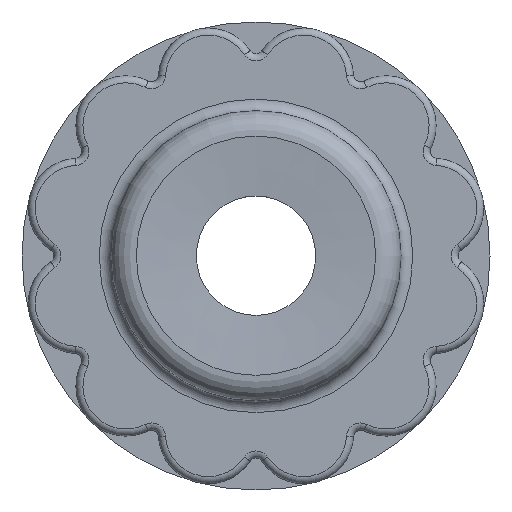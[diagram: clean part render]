
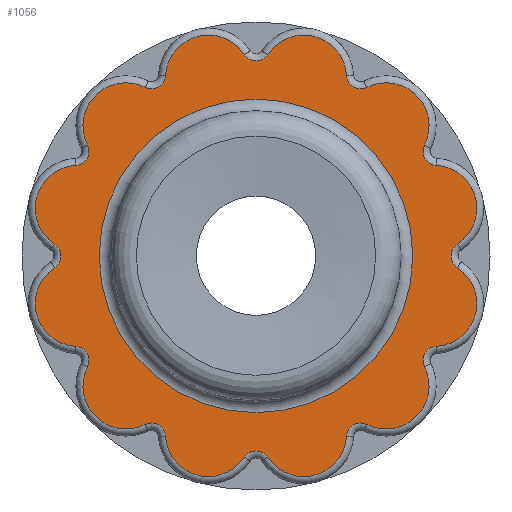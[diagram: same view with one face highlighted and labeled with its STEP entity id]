
A CAD part, top view. The second image highlights one B-rep face of the part: STEP entity #1056.
In plain terms, the highlighted planar face has unit normal (0, 0, 1).
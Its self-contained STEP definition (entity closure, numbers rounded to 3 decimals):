
#91=PLANE('',#1229);
#138=FACE_BOUND('',#269,.T.);
#188=FACE_OUTER_BOUND('',#268,.T.);
#268=EDGE_LOOP('',(#857,#858,#859,#860,#861,#862,#863,#864,#865,#866,#867,
#868,#869,#870,#871,#872,#873,#874,#875,#876,#877,#878,#879,#880));
#269=EDGE_LOOP('',(#881));
#316=CIRCLE('',#1105,0.6);
#321=CIRCLE('',#1111,1.838);
#324=CIRCLE('',#1115,0.6);
#327=CIRCLE('',#1119,1.838);
#330=CIRCLE('',#1123,0.6);
#333=CIRCLE('',#1127,1.838);
#336=CIRCLE('',#1131,0.6);
#339=CIRCLE('',#1135,1.838);
#342=CIRCLE('',#1139,0.6);
#345=CIRCLE('',#1143,1.838);
#348=CIRCLE('',#1147,0.6);
#351=CIRCLE('',#1151,1.838);
#354=CIRCLE('',#1155,0.6);
#357=CIRCLE('',#1159,1.838);
#360=CIRCLE('',#1163,0.6);
#363=CIRCLE('',#1167,1.838);
#366=CIRCLE('',#1171,0.6);
#369=CIRCLE('',#1175,1.838);
#372=CIRCLE('',#1179,0.6);
#375=CIRCLE('',#1183,1.838);
#378=CIRCLE('',#1187,0.6);
#381=CIRCLE('',#1191,1.838);
#384=CIRCLE('',#1195,0.6);
#385=CIRCLE('',#1197,1.838);
#405=CIRCLE('',#1230,6.7);
#449=VERTEX_POINT('',#1760);
#450=VERTEX_POINT('',#1762);
#452=VERTEX_POINT('',#1768);
#454=VERTEX_POINT('',#1774);
#456=VERTEX_POINT('',#1780);
#458=VERTEX_POINT('',#1786);
#460=VERTEX_POINT('',#1792);
#462=VERTEX_POINT('',#1798);
#464=VERTEX_POINT('',#1804);
#466=VERTEX_POINT('',#1810);
#468=VERTEX_POINT('',#1816);
#470=VERTEX_POINT('',#1822);
#472=VERTEX_POINT('',#1828);
#474=VERTEX_POINT('',#1834);
#476=VERTEX_POINT('',#1840);
#478=VERTEX_POINT('',#1846);
#480=VERTEX_POINT('',#1852);
#482=VERTEX_POINT('',#1858);
#484=VERTEX_POINT('',#1864);
#486=VERTEX_POINT('',#1870);
#488=VERTEX_POINT('',#1876);
#490=VERTEX_POINT('',#1882);
#492=VERTEX_POINT('',#1888);
#494=VERTEX_POINT('',#1894);
#515=VERTEX_POINT('',#1965);
#546=EDGE_CURVE('',#449,#450,#316,.T.);
#551=EDGE_CURVE('',#450,#452,#321,.T.);
#554=EDGE_CURVE('',#452,#454,#324,.T.);
#557=EDGE_CURVE('',#454,#456,#327,.T.);
#560=EDGE_CURVE('',#456,#458,#330,.T.);
#563=EDGE_CURVE('',#458,#460,#333,.T.);
#566=EDGE_CURVE('',#460,#462,#336,.T.);
#569=EDGE_CURVE('',#462,#464,#339,.T.);
#572=EDGE_CURVE('',#464,#466,#342,.T.);
#575=EDGE_CURVE('',#466,#468,#345,.T.);
#578=EDGE_CURVE('',#468,#470,#348,.T.);
#581=EDGE_CURVE('',#470,#472,#351,.T.);
#584=EDGE_CURVE('',#472,#474,#354,.T.);
#587=EDGE_CURVE('',#474,#476,#357,.T.);
#590=EDGE_CURVE('',#476,#478,#360,.T.);
#593=EDGE_CURVE('',#478,#480,#363,.T.);
#596=EDGE_CURVE('',#480,#482,#366,.T.);
#599=EDGE_CURVE('',#482,#484,#369,.T.);
#602=EDGE_CURVE('',#484,#486,#372,.T.);
#605=EDGE_CURVE('',#486,#488,#375,.T.);
#608=EDGE_CURVE('',#488,#490,#378,.T.);
#611=EDGE_CURVE('',#490,#492,#381,.T.);
#614=EDGE_CURVE('',#492,#494,#384,.T.);
#615=EDGE_CURVE('',#494,#449,#385,.T.);
#648=EDGE_CURVE('',#515,#515,#405,.T.);
#857=ORIENTED_EDGE('',*,*,#546,.F.);
#858=ORIENTED_EDGE('',*,*,#615,.F.);
#859=ORIENTED_EDGE('',*,*,#614,.F.);
#860=ORIENTED_EDGE('',*,*,#611,.F.);
#861=ORIENTED_EDGE('',*,*,#608,.F.);
#862=ORIENTED_EDGE('',*,*,#605,.F.);
#863=ORIENTED_EDGE('',*,*,#602,.F.);
#864=ORIENTED_EDGE('',*,*,#599,.F.);
#865=ORIENTED_EDGE('',*,*,#596,.F.);
#866=ORIENTED_EDGE('',*,*,#593,.F.);
#867=ORIENTED_EDGE('',*,*,#590,.F.);
#868=ORIENTED_EDGE('',*,*,#587,.F.);
#869=ORIENTED_EDGE('',*,*,#584,.F.);
#870=ORIENTED_EDGE('',*,*,#581,.F.);
#871=ORIENTED_EDGE('',*,*,#578,.F.);
#872=ORIENTED_EDGE('',*,*,#575,.F.);
#873=ORIENTED_EDGE('',*,*,#572,.F.);
#874=ORIENTED_EDGE('',*,*,#569,.F.);
#875=ORIENTED_EDGE('',*,*,#566,.F.);
#876=ORIENTED_EDGE('',*,*,#563,.F.);
#877=ORIENTED_EDGE('',*,*,#560,.F.);
#878=ORIENTED_EDGE('',*,*,#557,.F.);
#879=ORIENTED_EDGE('',*,*,#554,.F.);
#880=ORIENTED_EDGE('',*,*,#551,.F.);
#881=ORIENTED_EDGE('',*,*,#648,.F.);
#1056=ADVANCED_FACE('',(#188,#138),#91,.T.);
#1105=AXIS2_PLACEMENT_3D('',#1763,#1329,#1330);
#1111=AXIS2_PLACEMENT_3D('',#1772,#1341,#1342);
#1115=AXIS2_PLACEMENT_3D('',#1778,#1349,#1350);
#1119=AXIS2_PLACEMENT_3D('',#1784,#1357,#1358);
#1123=AXIS2_PLACEMENT_3D('',#1790,#1365,#1366);
#1127=AXIS2_PLACEMENT_3D('',#1796,#1373,#1374);
#1131=AXIS2_PLACEMENT_3D('',#1802,#1381,#1382);
#1135=AXIS2_PLACEMENT_3D('',#1808,#1389,#1390);
#1139=AXIS2_PLACEMENT_3D('',#1814,#1397,#1398);
#1143=AXIS2_PLACEMENT_3D('',#1820,#1405,#1406);
#1147=AXIS2_PLACEMENT_3D('',#1826,#1413,#1414);
#1151=AXIS2_PLACEMENT_3D('',#1832,#1421,#1422);
#1155=AXIS2_PLACEMENT_3D('',#1838,#1429,#1430);
#1159=AXIS2_PLACEMENT_3D('',#1844,#1437,#1438);
#1163=AXIS2_PLACEMENT_3D('',#1850,#1445,#1446);
#1167=AXIS2_PLACEMENT_3D('',#1856,#1453,#1454);
#1171=AXIS2_PLACEMENT_3D('',#1862,#1461,#1462);
#1175=AXIS2_PLACEMENT_3D('',#1868,#1469,#1470);
#1179=AXIS2_PLACEMENT_3D('',#1874,#1477,#1478);
#1183=AXIS2_PLACEMENT_3D('',#1880,#1485,#1486);
#1187=AXIS2_PLACEMENT_3D('',#1886,#1493,#1494);
#1191=AXIS2_PLACEMENT_3D('',#1892,#1501,#1502);
#1195=AXIS2_PLACEMENT_3D('',#1898,#1509,#1510);
#1197=AXIS2_PLACEMENT_3D('',#1900,#1513,#1514);
#1229=AXIS2_PLACEMENT_3D('',#1964,#1590,#1591);
#1230=AXIS2_PLACEMENT_3D('',#1966,#1592,#1593);
#1329=DIRECTION('center_axis',(0.,0.,1.));
#1330=DIRECTION('ref_axis',(1.,0.,0.));
#1341=DIRECTION('center_axis',(0.,0.,-1.));
#1342=DIRECTION('ref_axis',(-0.966,0.259,0.));
#1349=DIRECTION('center_axis',(0.,0.,1.));
#1350=DIRECTION('ref_axis',(0.866,-0.5,0.));
#1357=DIRECTION('center_axis',(0.,0.,-1.));
#1358=DIRECTION('ref_axis',(-0.707,0.707,0.));
#1365=DIRECTION('center_axis',(0.,0.,1.));
#1366=DIRECTION('ref_axis',(0.5,-0.866,0.));
#1373=DIRECTION('center_axis',(0.,0.,-1.));
#1374=DIRECTION('ref_axis',(-0.259,0.966,0.));
#1381=DIRECTION('center_axis',(0.,0.,1.));
#1382=DIRECTION('ref_axis',(0.,-1.,0.));
#1389=DIRECTION('center_axis',(0.,0.,-1.));
#1390=DIRECTION('ref_axis',(0.259,0.966,0.));
#1397=DIRECTION('center_axis',(0.,0.,1.));
#1398=DIRECTION('ref_axis',(-0.5,-0.866,0.));
#1405=DIRECTION('center_axis',(0.,0.,-1.));
#1406=DIRECTION('ref_axis',(0.707,0.707,0.));
#1413=DIRECTION('center_axis',(0.,0.,1.));
#1414=DIRECTION('ref_axis',(-0.866,-0.5,0.));
#1421=DIRECTION('center_axis',(0.,0.,-1.));
#1422=DIRECTION('ref_axis',(0.966,0.259,0.));
#1429=DIRECTION('center_axis',(0.,0.,1.));
#1430=DIRECTION('ref_axis',(-1.,0.,0.));
#1437=DIRECTION('center_axis',(0.,0.,-1.));
#1438=DIRECTION('ref_axis',(0.966,-0.259,0.));
#1445=DIRECTION('center_axis',(0.,0.,1.));
#1446=DIRECTION('ref_axis',(-0.866,0.5,0.));
#1453=DIRECTION('center_axis',(0.,0.,-1.));
#1454=DIRECTION('ref_axis',(0.707,-0.707,0.));
#1461=DIRECTION('center_axis',(0.,0.,1.));
#1462=DIRECTION('ref_axis',(-0.5,0.866,0.));
#1469=DIRECTION('center_axis',(0.,0.,-1.));
#1470=DIRECTION('ref_axis',(0.259,-0.966,0.));
#1477=DIRECTION('center_axis',(0.,0.,1.));
#1478=DIRECTION('ref_axis',(0.,1.,0.));
#1485=DIRECTION('center_axis',(0.,0.,-1.));
#1486=DIRECTION('ref_axis',(-0.259,-0.966,0.));
#1493=DIRECTION('center_axis',(0.,0.,1.));
#1494=DIRECTION('ref_axis',(0.5,0.866,0.));
#1501=DIRECTION('center_axis',(0.,0.,-1.));
#1502=DIRECTION('ref_axis',(-0.707,-0.707,0.));
#1509=DIRECTION('center_axis',(0.,0.,1.));
#1510=DIRECTION('ref_axis',(0.866,0.5,0.));
#1513=DIRECTION('center_axis',(0.,0.,-1.));
#1514=DIRECTION('ref_axis',(-0.966,-0.259,0.));
#1590=DIRECTION('center_axis',(0.,0.,1.));
#1591=DIRECTION('ref_axis',(1.,0.,0.));
#1592=DIRECTION('center_axis',(0.,0.,1.));
#1593=DIRECTION('ref_axis',(-1.,0.,0.));
#1760=CARTESIAN_POINT('',(-8.606,-0.501,3.7));
#1762=CARTESIAN_POINT('',(-8.606,0.501,3.7));
#1763=CARTESIAN_POINT('Origin',(-8.937,0.,3.7));
#1768=CARTESIAN_POINT('',(-7.704,3.87,3.7));
#1772=CARTESIAN_POINT('Origin',(-7.594,2.035,3.7));
#1774=CARTESIAN_POINT('',(-7.203,4.737,3.7));
#1778=CARTESIAN_POINT('Origin',(-7.74,4.468,3.7));
#1780=CARTESIAN_POINT('',(-4.737,7.203,3.7));
#1784=CARTESIAN_POINT('Origin',(-5.559,5.559,3.7));
#1786=CARTESIAN_POINT('',(-3.87,7.704,3.7));
#1790=CARTESIAN_POINT('Origin',(-4.468,7.74,3.7));
#1792=CARTESIAN_POINT('',(-0.501,8.606,3.7));
#1796=CARTESIAN_POINT('Origin',(-2.035,7.594,3.7));
#1798=CARTESIAN_POINT('',(0.501,8.606,3.7));
#1802=CARTESIAN_POINT('Origin',(0.,8.937,3.7));
#1804=CARTESIAN_POINT('',(3.87,7.704,3.7));
#1808=CARTESIAN_POINT('Origin',(2.035,7.594,3.7));
#1810=CARTESIAN_POINT('',(4.737,7.203,3.7));
#1814=CARTESIAN_POINT('Origin',(4.468,7.74,3.7));
#1816=CARTESIAN_POINT('',(7.203,4.737,3.7));
#1820=CARTESIAN_POINT('Origin',(5.559,5.559,3.7));
#1822=CARTESIAN_POINT('',(7.704,3.87,3.7));
#1826=CARTESIAN_POINT('Origin',(7.74,4.468,3.7));
#1828=CARTESIAN_POINT('',(8.606,0.501,3.7));
#1832=CARTESIAN_POINT('Origin',(7.594,2.035,3.7));
#1834=CARTESIAN_POINT('',(8.606,-0.501,3.7));
#1838=CARTESIAN_POINT('Origin',(8.937,0.,3.7));
#1840=CARTESIAN_POINT('',(7.704,-3.87,3.7));
#1844=CARTESIAN_POINT('Origin',(7.594,-2.035,3.7));
#1846=CARTESIAN_POINT('',(7.203,-4.737,3.7));
#1850=CARTESIAN_POINT('Origin',(7.74,-4.468,3.7));
#1852=CARTESIAN_POINT('',(4.737,-7.203,3.7));
#1856=CARTESIAN_POINT('Origin',(5.559,-5.559,3.7));
#1858=CARTESIAN_POINT('',(3.87,-7.704,3.7));
#1862=CARTESIAN_POINT('Origin',(4.468,-7.74,3.7));
#1864=CARTESIAN_POINT('',(0.501,-8.606,3.7));
#1868=CARTESIAN_POINT('Origin',(2.035,-7.594,3.7));
#1870=CARTESIAN_POINT('',(-0.501,-8.606,3.7));
#1874=CARTESIAN_POINT('Origin',(0.,-8.937,
3.7));
#1876=CARTESIAN_POINT('',(-3.87,-7.704,3.7));
#1880=CARTESIAN_POINT('Origin',(-2.035,-7.594,3.7));
#1882=CARTESIAN_POINT('',(-4.737,-7.203,3.7));
#1886=CARTESIAN_POINT('Origin',(-4.468,-7.74,3.7));
#1888=CARTESIAN_POINT('',(-7.203,-4.737,3.7));
#1892=CARTESIAN_POINT('Origin',(-5.559,-5.559,3.7));
#1894=CARTESIAN_POINT('',(-7.704,-3.87,3.7));
#1898=CARTESIAN_POINT('Origin',(-7.74,-4.468,3.7));
#1900=CARTESIAN_POINT('Origin',(-7.594,-2.035,3.7));
#1964=CARTESIAN_POINT('Origin',(0.,0.,
3.7));
#1965=CARTESIAN_POINT('',(6.7,0.,3.7));
#1966=CARTESIAN_POINT('Origin',(0.,0.,3.7));
